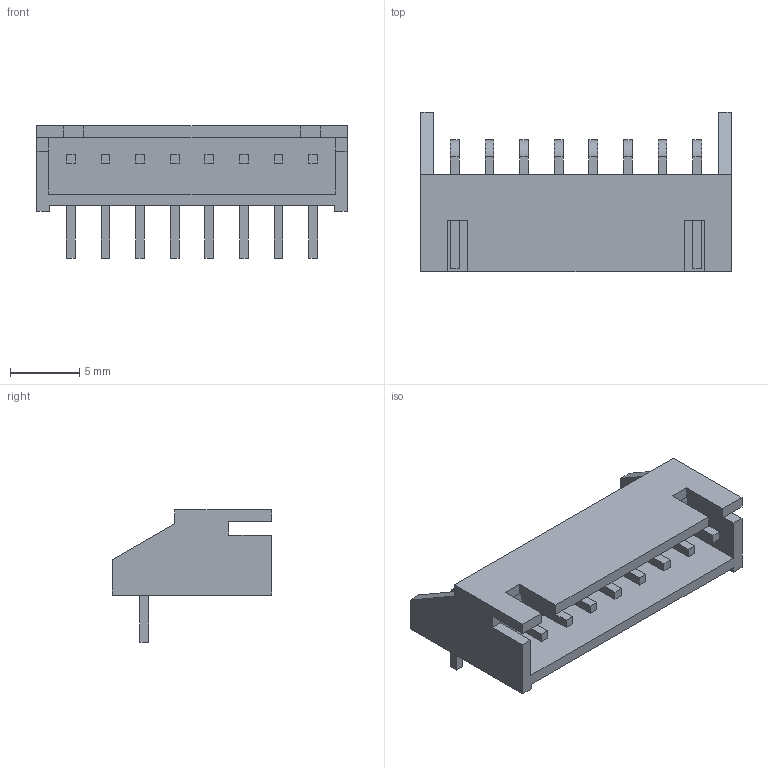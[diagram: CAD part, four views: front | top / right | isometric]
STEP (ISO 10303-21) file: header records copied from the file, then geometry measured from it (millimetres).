
FILE_DESCRIPTION(('FreeCAD Model'),'2;1');
FILE_NAME('JST_XH_S08B-XH-A_08x2.50mm_Angled.STEP','2016-03-20T22:59:44',('Author') ,(''),'Open CASCADE STEP processor 6.8','FreeCAD','Unknown');
FILE_SCHEMA(('AUTOMOTIVE_DESIGN_CC2 { 1 2 10303 214 -1 1 5 4 }'));
Length unit declared in the file: millimetre
Products named in the file (1): S8B-XH-A
Bounding box: 22.4 x 11.5 x 9.55 mm (x, y, z)
Volume: 569 mm3; surface area: 1244.5 mm2
Topology: 1 solids, 1 shells, 144 faces, 378 edges, 252 vertices
Faces by surface type: plane 128, cylinder 16
Entity records: 11765 total; most frequent: CARTESIAN_POINT 3163, DIRECTION 1376, LINE 1006, VECTOR 1006, ORIENTED_EDGE 756, PCURVE 756, DEFINITIONAL_REPRESENTATION 756, EDGE_CURVE 378
